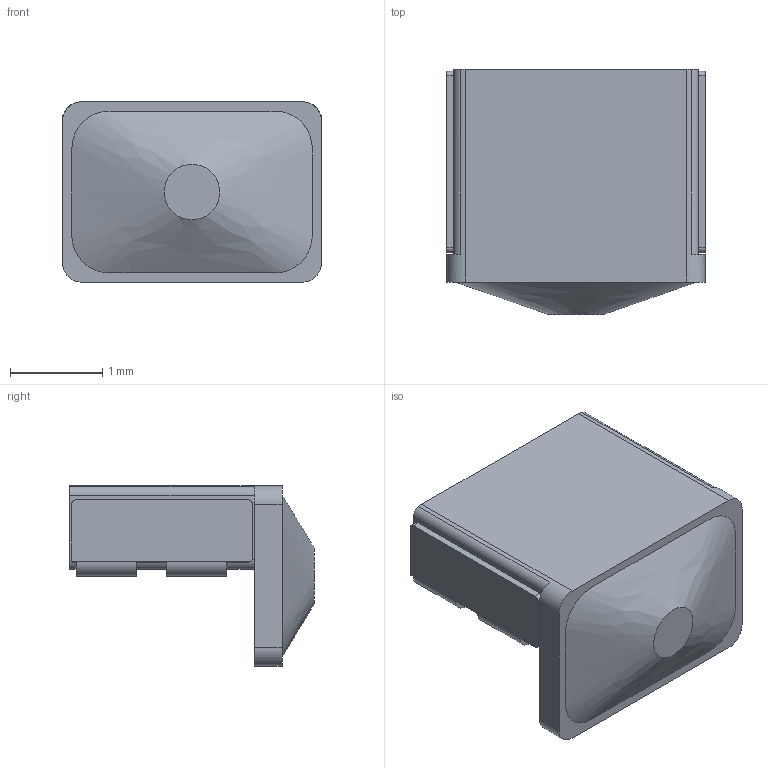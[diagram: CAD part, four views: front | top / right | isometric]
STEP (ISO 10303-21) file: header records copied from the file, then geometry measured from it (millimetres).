
FILE_DESCRIPTION(/* description */ (''),/* implementation_level */ '2;1');
FILE_NAME(/* name */ 'Panasonic_EVPAV-AVAA1A.step',/* time_stamp */ '2024-02-15T21:22:50-08:00',/* author */ (''),/* organization */ (''),/* preprocessor_version */ 'ST-DEVELOPER v20',/* originating_system */ 'Autodesk Translation Framework v12.20.1.177',/* authorisation */ '');
FILE_SCHEMA (('AUTOMOTIVE_DESIGN { 1 0 10303 214 3 1 1 }'));
Length unit declared in the file: millimetre
Products named in the file (1): panasuket switch
Bounding box: 2.8 x 2.65 x 1.95 mm (x, y, z)
Volume: 7.6 mm3; surface area: 30.1 mm2
Topology: 1 solids, 1 shells, 68 faces, 207 edges, 134 vertices
Faces by surface type: plane 45, cylinder 22, bspline 1
Entity records: 2564 total; most frequent: CARTESIAN_POINT 578, ORIENTED_EDGE 414, DIRECTION 387, EDGE_CURVE 207, LINE 145, VECTOR 145, VERTEX_POINT 134, AXIS2_PLACEMENT_3D 121
